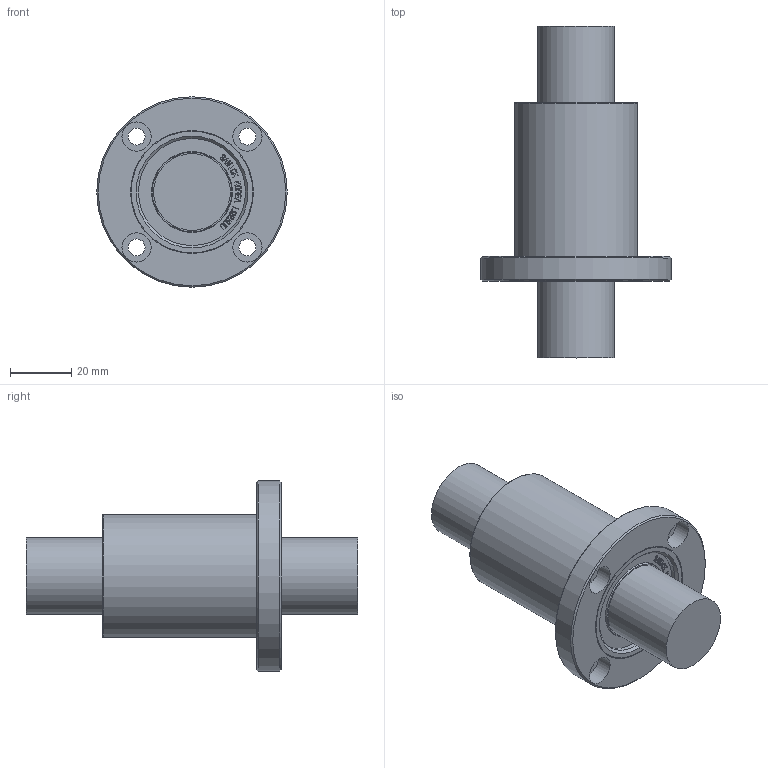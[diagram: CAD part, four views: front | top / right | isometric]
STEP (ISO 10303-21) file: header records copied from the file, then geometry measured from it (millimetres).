
FILE_DESCRIPTION((''),'2;1');
FILE_NAME('LMEF25UU.stp','2013-02-05T19:37:46',('user2'),(''),'Autodesk Inventor 2012','Autodesk Inventor 2012','');
FILE_SCHEMA(('AUTOMOTIVE_DESIGN { 1 0 10303 214 1 1 1 1 }'));
Length unit declared in the file: millimetre
Products named in the file (1): LMEF25UU
Bounding box: 62 x 108 x 62 mm (x, y, z)
Volume: 107557.5 mm3; surface area: 19127.4 mm2
Topology: 1 solids, 1 shells, 869 faces, 2435 edges, 1622 vertices
Faces by surface type: bspline 612, plane 234, cylinder 15, cone 6, torus 2
Full cylindrical faces by diameter (mm): 5.5 x4, 9.5 x4, 25 x2, 34.8 x2, 40 x2, 62 x1
Entity records: 29361 total; most frequent: CARTESIAN_POINT 10408, ORIENTED_EDGE 4820, EDGE_CURVE 2410, DIRECTION 1742, VERTEX_POINT 1620, QUASI_UNIFORM_CURVE 1224, VECTOR 1146, LINE 1146
